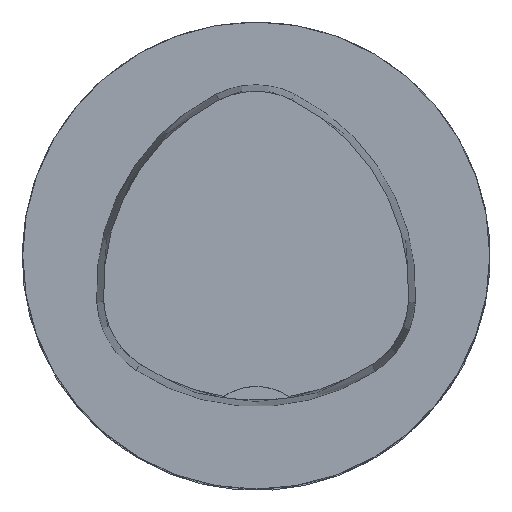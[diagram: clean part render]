
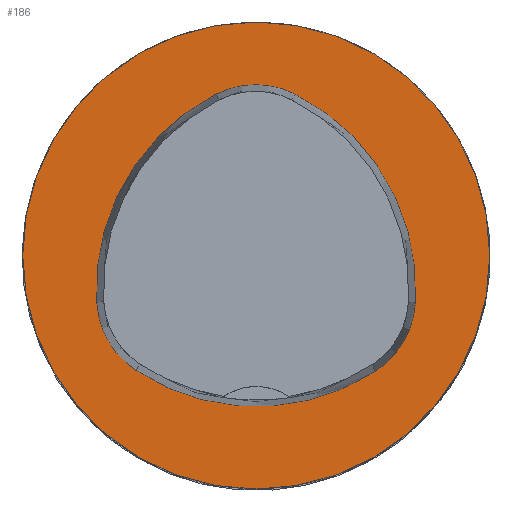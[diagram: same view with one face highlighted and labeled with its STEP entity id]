
A CAD part, top view. The second image highlights one B-rep face of the part: STEP entity #186.
In plain terms, the highlighted planar face has unit normal (0, 0, 1).
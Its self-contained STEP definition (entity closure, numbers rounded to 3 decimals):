
#121=PLANE('',#768);
#186=ADVANCED_FACE('',(#285,#286),#121,.T.);
#285=FACE_BOUND('',#329,.T.);
#286=FACE_BOUND('',#330,.T.);
#329=EDGE_LOOP('',(#428,#429,#430,#431,#432,#433));
#330=EDGE_LOOP('',(#434));
#428=ORIENTED_EDGE('',*,*,#578,.T.);
#429=ORIENTED_EDGE('',*,*,#558,.T.);
#430=ORIENTED_EDGE('',*,*,#562,.T.);
#431=ORIENTED_EDGE('',*,*,#565,.T.);
#432=ORIENTED_EDGE('',*,*,#568,.T.);
#433=ORIENTED_EDGE('',*,*,#576,.T.);
#434=ORIENTED_EDGE('',*,*,#540,.F.);
#492=VERTEX_POINT('',#1005);
#510=VERTEX_POINT('',#1052);
#511=VERTEX_POINT('',#1053);
#514=VERTEX_POINT('',#1061);
#516=VERTEX_POINT('',#1067);
#518=VERTEX_POINT('',#1073);
#525=VERTEX_POINT('',#1094);
#540=EDGE_CURVE('',#492,#492,#596,.T.);
#558=EDGE_CURVE('',#510,#511,#606,.T.);
#562=EDGE_CURVE('',#511,#514,#608,.T.);
#565=EDGE_CURVE('',#514,#516,#610,.T.);
#568=EDGE_CURVE('',#516,#518,#612,.T.);
#576=EDGE_CURVE('',#518,#525,#616,.T.);
#578=EDGE_CURVE('',#525,#510,#618,.T.);
#596=CIRCLE('',#721,16.);
#606=CIRCLE('',#746,15.);
#608=CIRCLE('',#749,6.);
#610=CIRCLE('',#752,15.);
#612=CIRCLE('',#755,6.);
#616=CIRCLE('',#760,15.);
#618=CIRCLE('',#763,6.);
#721=AXIS2_PLACEMENT_3D('',#1004,#817,#818);
#746=AXIS2_PLACEMENT_3D('',#1051,#871,#872);
#749=AXIS2_PLACEMENT_3D('',#1060,#879,#880);
#752=AXIS2_PLACEMENT_3D('',#1066,#886,#887);
#755=AXIS2_PLACEMENT_3D('',#1072,#893,#894);
#760=AXIS2_PLACEMENT_3D('',#1095,#905,#906);
#763=AXIS2_PLACEMENT_3D('',#1098,#911,#912);
#768=AXIS2_PLACEMENT_3D('',#1103,#921,#922);
#817=DIRECTION('',(0.,0.,-1.));
#818=DIRECTION('',(-1.,0.,0.));
#871=DIRECTION('',(0.,0.,-1.));
#872=DIRECTION('',(-1.,0.,0.));
#879=DIRECTION('',(0.,0.,-1.));
#880=DIRECTION('',(-1.,0.,0.));
#886=DIRECTION('',(0.,0.,-1.));
#887=DIRECTION('',(-1.,0.,0.));
#893=DIRECTION('',(0.,0.,-1.));
#894=DIRECTION('',(-1.,0.,0.));
#905=DIRECTION('',(0.,0.,-1.));
#906=DIRECTION('',(-1.,0.,0.));
#911=DIRECTION('',(0.,0.,-1.));
#912=DIRECTION('',(-1.,0.,0.));
#921=DIRECTION('',(0.,0.,1.));
#922=DIRECTION('',(1.,0.,0.));
#1004=CARTESIAN_POINT('',(0.,0.,0.));
#1005=CARTESIAN_POINT('',(-16.,0.,0.));
#1051=CARTESIAN_POINT('',(4.048,-2.316,0.));
#1052=CARTESIAN_POINT('',(-10.926,-3.206,0.));
#1053=CARTESIAN_POINT('',(-2.774,11.043,0.));
#1060=CARTESIAN_POINT('',(-0.045,5.7,0.));
#1061=CARTESIAN_POINT('',(2.638,11.066,0.));
#1066=CARTESIAN_POINT('',(-4.07,-2.35,0.));
#1067=CARTESIAN_POINT('',(10.903,-3.249,0.));
#1072=CARTESIAN_POINT('',(4.914,-2.889,0.));
#1073=CARTESIAN_POINT('',(8.177,-7.924,0.));
#1094=CARTESIAN_POINT('',(-8.24,-7.859,0.));
#1095=CARTESIAN_POINT('',(0.019,4.663,0.));
#1098=CARTESIAN_POINT('',(-4.936,-2.85,0.));
#1103=CARTESIAN_POINT('',(0.,0.,0.));
